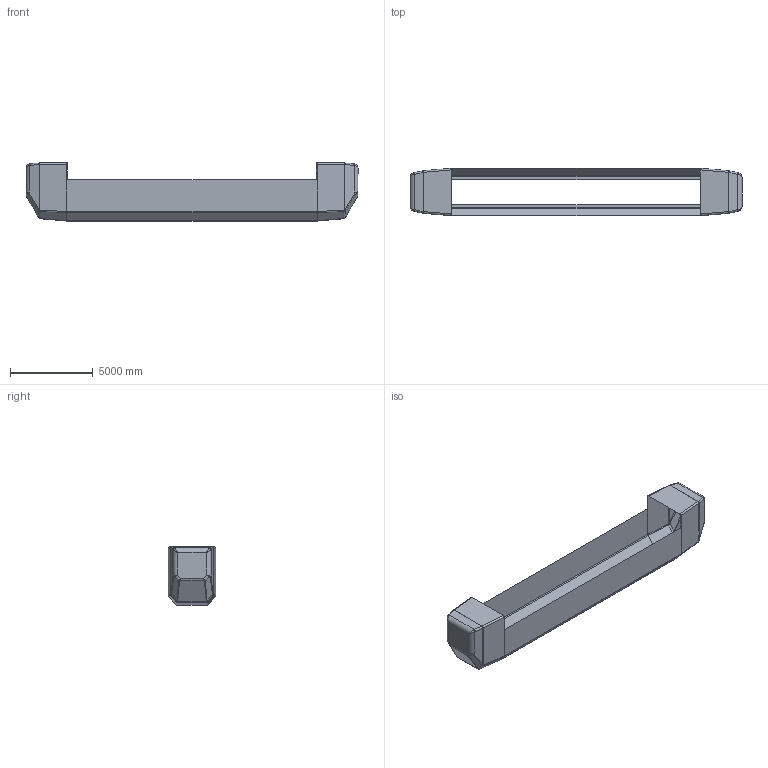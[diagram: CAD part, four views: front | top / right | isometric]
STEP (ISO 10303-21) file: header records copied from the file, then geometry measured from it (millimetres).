
FILE_DESCRIPTION (( 'STEP AP214' ), '1' );
FILE_NAME ('Locomotive_MainBody_versionC.STEP', '2024-03-19T16:56:25', ( '' ), ( '' ), 'SwSTEP 2.0', 'SolidWorks 2022', '' );
FILE_SCHEMA (( 'AUTOMOTIVE_DESIGN' ));
Length unit declared in the file: metre
Products named in the file (1): Locomotive_MainBody_versionC
Bounding box: 20000 x 2850 x 3500 mm (x, y, z)
Surface area: 151916279.2 mm2 (no closed solid volume)
Topology: 0 solids, 1 shells, 183 faces, 430 edges, 232 vertices
Faces by surface type: cylinder 76, bspline 52, plane 31, sphere 20, torus 4
Entity records: 6367 total; most frequent: CARTESIAN_POINT 2689, ORIENTED_EDGE 812, DIRECTION 721, EDGE_CURVE 414, AXIS2_PLACEMENT_3D 276, VERTEX_POINT 232, EDGE_LOOP 184, ADVANCED_FACE 183
